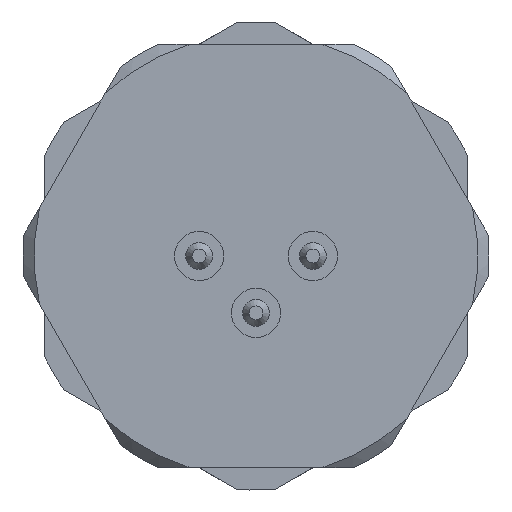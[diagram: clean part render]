
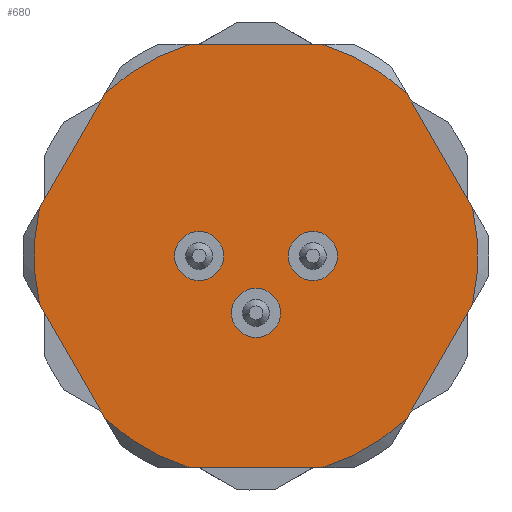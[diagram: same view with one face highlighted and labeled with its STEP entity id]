
A CAD part, front view. The second image highlights one B-rep face of the part: STEP entity #680.
In plain terms, the highlighted planar face has unit normal (0, -1, 0).
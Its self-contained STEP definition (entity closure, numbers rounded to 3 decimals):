
#327=FACE_BOUND('',#1187,.T.);
#328=FACE_BOUND('',#1188,.T.);
#329=FACE_BOUND('',#1189,.T.);
#330=FACE_BOUND('',#1190,.T.);
#533=CIRCLE('',#4050,9.95);
#534=CIRCLE('',#4053,9.95);
#535=CIRCLE('',#4056,9.95);
#536=CIRCLE('',#4059,9.95);
#537=CIRCLE('',#4062,9.95);
#538=CIRCLE('',#4065,9.95);
#539=CIRCLE('',#4068,1.1);
#540=CIRCLE('',#4069,1.1);
#541=CIRCLE('',#4070,1.1);
#680=ADVANCED_FACE('',(#327,#328,#329,#330),#865,.F.);
#865=PLANE('',#4071);
#1187=EDGE_LOOP('',(#1777,#1778,#1779,#1780,#1781,#1782,#1783,#1784,#1785,
#1786,#1787,#1788));
#1188=EDGE_LOOP('',(#1789));
#1189=EDGE_LOOP('',(#1790));
#1190=EDGE_LOOP('',(#1791));
#1777=ORIENTED_EDGE('',*,*,#3082,.F.);
#1778=ORIENTED_EDGE('',*,*,#3080,.F.);
#1779=ORIENTED_EDGE('',*,*,#3078,.F.);
#1780=ORIENTED_EDGE('',*,*,#3076,.F.);
#1781=ORIENTED_EDGE('',*,*,#3074,.F.);
#1782=ORIENTED_EDGE('',*,*,#3072,.F.);
#1783=ORIENTED_EDGE('',*,*,#3070,.F.);
#1784=ORIENTED_EDGE('',*,*,#3068,.F.);
#1785=ORIENTED_EDGE('',*,*,#3066,.F.);
#1786=ORIENTED_EDGE('',*,*,#3064,.F.);
#1787=ORIENTED_EDGE('',*,*,#3062,.F.);
#1788=ORIENTED_EDGE('',*,*,#3060,.F.);
#1789=ORIENTED_EDGE('',*,*,#3083,.T.);
#1790=ORIENTED_EDGE('',*,*,#3084,.T.);
#1791=ORIENTED_EDGE('',*,*,#3085,.T.);
#2628=VERTEX_POINT('',#5709);
#2629=VERTEX_POINT('',#5711);
#2630=VERTEX_POINT('',#5718);
#2631=VERTEX_POINT('',#5725);
#2632=VERTEX_POINT('',#5732);
#2633=VERTEX_POINT('',#5739);
#2634=VERTEX_POINT('',#5746);
#2635=VERTEX_POINT('',#5753);
#2636=VERTEX_POINT('',#5760);
#2637=VERTEX_POINT('',#5767);
#2638=VERTEX_POINT('',#5774);
#2639=VERTEX_POINT('',#5781);
#2640=VERTEX_POINT('',#5790);
#2641=VERTEX_POINT('',#5792);
#2642=VERTEX_POINT('',#5794);
#3060=EDGE_CURVE('',#2628,#2629,#533,.T.);
#3062=EDGE_CURVE('',#2629,#2630,#3523,.T.);
#3064=EDGE_CURVE('',#2630,#2631,#534,.T.);
#3066=EDGE_CURVE('',#2631,#2632,#3524,.T.);
#3068=EDGE_CURVE('',#2632,#2633,#535,.T.);
#3070=EDGE_CURVE('',#2633,#2634,#3525,.T.);
#3072=EDGE_CURVE('',#2634,#2635,#536,.T.);
#3074=EDGE_CURVE('',#2635,#2636,#3526,.T.);
#3076=EDGE_CURVE('',#2636,#2637,#537,.T.);
#3078=EDGE_CURVE('',#2637,#2638,#3527,.T.);
#3080=EDGE_CURVE('',#2638,#2639,#538,.T.);
#3082=EDGE_CURVE('',#2639,#2628,#3528,.T.);
#3083=EDGE_CURVE('',#2640,#2640,#539,.T.);
#3084=EDGE_CURVE('',#2641,#2641,#540,.T.);
#3085=EDGE_CURVE('',#2642,#2642,#541,.T.);
#3523=LINE('',#5717,#3760);
#3524=LINE('',#5731,#3761);
#3525=LINE('',#5745,#3762);
#3526=LINE('',#5759,#3763);
#3527=LINE('',#5773,#3764);
#3528=LINE('',#5787,#3765);
#3760=VECTOR('',#4606,1.);
#3761=VECTOR('',#4613,1.);
#3762=VECTOR('',#4620,1.);
#3763=VECTOR('',#4627,1.);
#3764=VECTOR('',#4634,1.);
#3765=VECTOR('',#4641,1.);
#4050=AXIS2_PLACEMENT_3D('',#5710,#4602,#4603);
#4053=AXIS2_PLACEMENT_3D('',#5724,#4609,#4610);
#4056=AXIS2_PLACEMENT_3D('',#5738,#4616,#4617);
#4059=AXIS2_PLACEMENT_3D('',#5752,#4623,#4624);
#4062=AXIS2_PLACEMENT_3D('',#5766,#4630,#4631);
#4065=AXIS2_PLACEMENT_3D('',#5780,#4637,#4638);
#4068=AXIS2_PLACEMENT_3D('',#5789,#4644,#4645);
#4069=AXIS2_PLACEMENT_3D('',#5791,#4646,#4647);
#4070=AXIS2_PLACEMENT_3D('',#5793,#4648,#4649);
#4071=AXIS2_PLACEMENT_3D('',#5795,#4650,#4651);
#4602=DIRECTION('',(0.,1.,0.));
#4603=DIRECTION('',(0.,0.,1.));
#4606=DIRECTION('',(0.5,0.,-0.866));
#4609=DIRECTION('',(0.,1.,0.));
#4610=DIRECTION('',(0.,0.,1.));
#4613=DIRECTION('',(-0.5,0.,-0.866));
#4616=DIRECTION('',(0.,1.,0.));
#4617=DIRECTION('',(0.,0.,1.));
#4620=DIRECTION('',(-1.,0.,0.));
#4623=DIRECTION('',(0.,1.,0.));
#4624=DIRECTION('',(0.,0.,1.));
#4627=DIRECTION('',(-0.5,0.,0.866));
#4630=DIRECTION('',(0.,1.,0.));
#4631=DIRECTION('',(0.,0.,1.));
#4634=DIRECTION('',(0.5,0.,0.866));
#4637=DIRECTION('',(0.,1.,0.));
#4638=DIRECTION('',(0.,0.,1.));
#4641=DIRECTION('',(1.,0.,0.));
#4644=DIRECTION('',(0.,1.,0.));
#4645=DIRECTION('',(0.,0.,-1.));
#4646=DIRECTION('',(0.,1.,0.));
#4647=DIRECTION('',(0.,0.,-1.));
#4648=DIRECTION('',(0.,1.,0.));
#4649=DIRECTION('',(0.,0.,-1.));
#4650=DIRECTION('',(0.,1.,0.));
#4651=DIRECTION('',(0.,0.,1.));
#5709=CARTESIAN_POINT('',(52.958,50.,9.5));
#5710=CARTESIAN_POINT('',(50.,50.,0.));
#5711=CARTESIAN_POINT('',(56.748,50.,7.312));
#5717=CARTESIAN_POINT('',(55.485,50.,9.5));
#5718=CARTESIAN_POINT('',(59.706,50.,2.188));
#5724=CARTESIAN_POINT('',(50.,50.,0.));
#5725=CARTESIAN_POINT('',(59.706,50.,-2.188));
#5731=CARTESIAN_POINT('',(60.97,50.,0.));
#5732=CARTESIAN_POINT('',(56.748,50.,-7.312));
#5738=CARTESIAN_POINT('',(50.,50.,0.));
#5739=CARTESIAN_POINT('',(52.958,50.,-9.5));
#5745=CARTESIAN_POINT('',(55.485,50.,-9.5));
#5746=CARTESIAN_POINT('',(47.042,50.,-9.5));
#5752=CARTESIAN_POINT('',(50.,50.,0.));
#5753=CARTESIAN_POINT('',(43.252,50.,-7.312));
#5759=CARTESIAN_POINT('',(44.515,50.,-9.5));
#5760=CARTESIAN_POINT('',(40.294,50.,-2.188));
#5766=CARTESIAN_POINT('',(50.,50.,0.));
#5767=CARTESIAN_POINT('',(40.294,50.,2.188));
#5773=CARTESIAN_POINT('',(39.03,50.,0.));
#5774=CARTESIAN_POINT('',(43.252,50.,7.312));
#5780=CARTESIAN_POINT('',(50.,50.,0.));
#5781=CARTESIAN_POINT('',(47.042,50.,9.5));
#5787=CARTESIAN_POINT('',(44.515,50.,9.5));
#5789=CARTESIAN_POINT('',(47.45,50.,0.));
#5790=CARTESIAN_POINT('',(47.45,50.,-1.1));
#5791=CARTESIAN_POINT('',(52.55,50.,0.));
#5792=CARTESIAN_POINT('',(52.55,50.,-1.1));
#5793=CARTESIAN_POINT('',(50.,50.,-2.55));
#5794=CARTESIAN_POINT('',(50.,50.,-3.65));
#5795=CARTESIAN_POINT('',(60.45,50.,0.));
